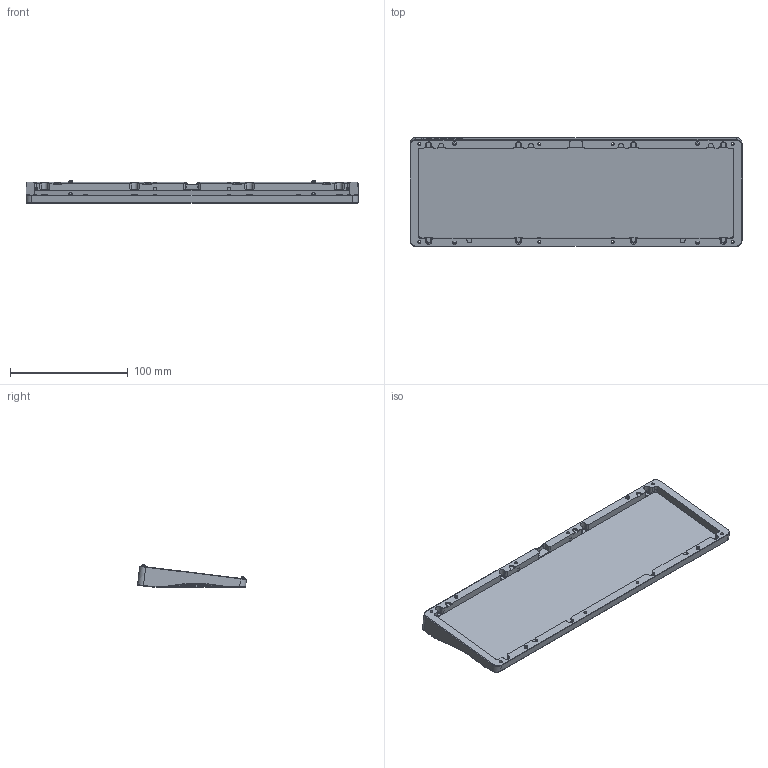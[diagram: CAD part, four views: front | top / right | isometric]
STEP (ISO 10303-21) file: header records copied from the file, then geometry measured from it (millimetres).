
FILE_DESCRIPTION(/* description */ (''),/* implementation_level */ '2;1');
FILE_NAME(/* name */ 'Bobcat - Bottom.step',/* time_stamp */ '2025-04-12T18:08:17+08:00',/* author */ (''),/* organization */ (''),/* preprocessor_version */ 'ST-DEVELOPER v20.1',/* originating_system */ 'Autodesk Translation Framework v14.4.0.0',/* authorisation */ '');
FILE_SCHEMA (('AUTOMOTIVE_DESIGN { 1 0 10303 214 3 1 1 }'));
Length unit declared in the file: millimetre
Products named in the file (3): Bobcat; Bot; Bobcat WK Top v2
Assembly tree (2 placements, depth 2):
  Bobcat
    Bot
    Bobcat WK Top v2
Bounding box: 281.65 x 92.37 x 19.29 mm (x, y, z)
Volume: 175991.6 mm3; surface area: 66227.5 mm2
Topology: 1 solids, 1 shells, 462 faces, 1254 edges, 816 vertices
Faces by surface type: bspline 148, cylinder 145, plane 143, cone 14, torus 12
Full cylindrical faces by diameter (mm): 2.5 x8, 3 x4, 5 x8, 8.1 x4
Entity records: 16497 total; most frequent: CARTESIAN_POINT 5443, ORIENTED_EDGE 2500, DIRECTION 1932, EDGE_CURVE 1250, VERTEX_POINT 816, AXIS2_PLACEMENT_3D 653, LINE 626, VECTOR 626
